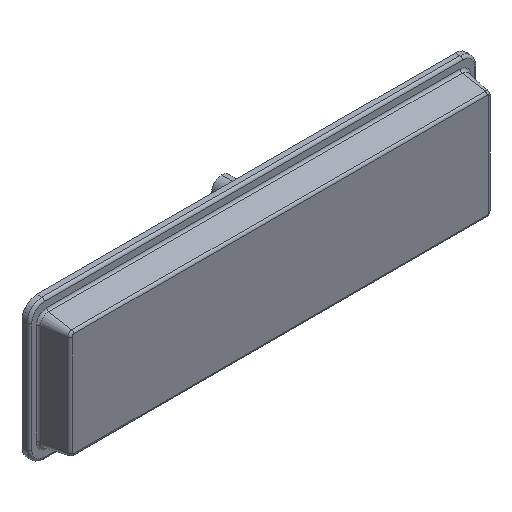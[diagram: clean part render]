
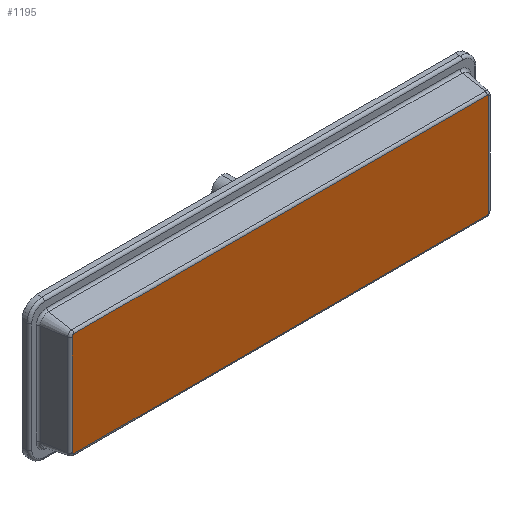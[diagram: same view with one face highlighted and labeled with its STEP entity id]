
A CAD part, isometric view. The second image highlights one B-rep face of the part: STEP entity #1195.
In plain terms, the highlighted planar face has unit normal (0, -1, 0).
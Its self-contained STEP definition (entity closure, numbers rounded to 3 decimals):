
#10 = CIRCLE ( 'NONE', #489, 1.443 ) ;
#24 = CARTESIAN_POINT ( 'NONE',  ( -168.443, -22., -40.5 ) ) ;
#53 = CARTESIAN_POINT ( 'NONE',  ( -168.443, -22., -40.5 ) ) ;
#198 = DIRECTION ( 'NONE',  ( 0., 0., 1. ) ) ;
#251 = EDGE_CURVE ( 'NONE', #1667, #1685, #974, .T. ) ;
#254 = DIRECTION ( 'NONE',  ( 0., 0., -1. ) ) ;
#283 = CARTESIAN_POINT ( 'NONE',  ( 167., -22., 40.5 ) ) ;
#331 = EDGE_CURVE ( 'NONE', #963, #1906, #2165, .T. ) ;
#338 = CARTESIAN_POINT ( 'NONE',  ( -167., -22., 41.943 ) ) ;
#458 = DIRECTION ( 'NONE',  ( 0., -1., 0. ) ) ;
#467 = DIRECTION ( 'NONE',  ( 0., -1., 0. ) ) ;
#475 = CIRCLE ( 'NONE', #523, 1.443 ) ;
#489 = AXIS2_PLACEMENT_3D ( 'NONE', #1963, #1150, #722 ) ;
#505 = DIRECTION ( 'NONE',  ( 0., -1., 0. ) ) ;
#523 = AXIS2_PLACEMENT_3D ( 'NONE', #1141, #467, #1155 ) ;
#536 = VECTOR ( 'NONE', #711, 1000. ) ;
#662 = AXIS2_PLACEMENT_3D ( 'NONE', #1723, #458, #254 ) ;
#666 = ORIENTED_EDGE ( 'NONE', *, *, #1503, .T. ) ;
#711 = DIRECTION ( 'NONE',  ( 0., 0., -1. ) ) ;
#715 = DIRECTION ( 'NONE',  ( 0., -1., 0. ) ) ;
#722 = DIRECTION ( 'NONE',  ( 0., 0., -1. ) ) ;
#731 = CARTESIAN_POINT ( 'NONE',  ( -167., -22., 40.5 ) ) ;
#794 = ORIENTED_EDGE ( 'NONE', *, *, #2247, .T. ) ;
#850 = AXIS2_PLACEMENT_3D ( 'NONE', #731, #715, #1143 ) ;
#868 = EDGE_CURVE ( 'NONE', #1906, #2471, #475, .T. ) ;
#910 = VERTEX_POINT ( 'NONE', #53 ) ;
#937 = ORIENTED_EDGE ( 'NONE', *, *, #2038, .T. ) ;
#947 = ORIENTED_EDGE ( 'NONE', *, *, #1977, .T. ) ;
#963 = VERTEX_POINT ( 'NONE', #977 ) ;
#974 = LINE ( 'NONE', #1908, #1612 ) ;
#977 = CARTESIAN_POINT ( 'NONE',  ( 168.443, -22., -40.5 ) ) ;
#986 = CIRCLE ( 'NONE', #850, 1.443 ) ;
#1013 = EDGE_LOOP ( 'NONE', ( #794, #937, #2163, #947, #1618, #666, #1256, #2186 ) ) ;
#1021 = VECTOR ( 'NONE', #198, 1000. ) ;
#1140 = CARTESIAN_POINT ( 'NONE',  ( -168.443, -22., 40.5 ) ) ;
#1141 = CARTESIAN_POINT ( 'NONE',  ( 167., -22., 40.5 ) ) ;
#1143 = DIRECTION ( 'NONE',  ( 0., 0., -1. ) ) ;
#1150 = DIRECTION ( 'NONE',  ( 0., -1., 0. ) ) ;
#1155 = DIRECTION ( 'NONE',  ( 0., 0., -1. ) ) ;
#1170 = DIRECTION ( 'NONE',  ( 0., 0., -1. ) ) ;
#1195 = ADVANCED_FACE ( 'NONE', ( #2251 ), #2679, .T. ) ;
#1256 = ORIENTED_EDGE ( 'NONE', *, *, #331, .T. ) ;
#1301 = CARTESIAN_POINT ( 'NONE',  ( 168.443, -22., 40.5 ) ) ;
#1333 = CARTESIAN_POINT ( 'NONE',  ( 168.443, -22., 40.5 ) ) ;
#1390 = CARTESIAN_POINT ( 'NONE',  ( 167., -22., 41.943 ) ) ;
#1477 = CARTESIAN_POINT ( 'NONE',  ( -167., -22., 41.943 ) ) ;
#1503 = EDGE_CURVE ( 'NONE', #1685, #963, #2397, .T. ) ;
#1554 = VERTEX_POINT ( 'NONE', #1477 ) ;
#1612 = VECTOR ( 'NONE', #1693, 1000. ) ;
#1618 = ORIENTED_EDGE ( 'NONE', *, *, #251, .T. ) ;
#1667 = VERTEX_POINT ( 'NONE', #1883 ) ;
#1685 = VERTEX_POINT ( 'NONE', #2091 ) ;
#1693 = DIRECTION ( 'NONE',  ( 1., 0., 0. ) ) ;
#1723 = CARTESIAN_POINT ( 'NONE',  ( 167., -22., -40.5 ) ) ;
#1869 = DIRECTION ( 'NONE',  ( -1., 0., 0. ) ) ;
#1883 = CARTESIAN_POINT ( 'NONE',  ( -167., -22., -41.943 ) ) ;
#1906 = VERTEX_POINT ( 'NONE', #1333 ) ;
#1908 = CARTESIAN_POINT ( 'NONE',  ( 167., -22., -41.943 ) ) ;
#1963 = CARTESIAN_POINT ( 'NONE',  ( -167., -22., -40.5 ) ) ;
#1977 = EDGE_CURVE ( 'NONE', #910, #1667, #10, .T. ) ;
#2038 = EDGE_CURVE ( 'NONE', #1554, #2522, #986, .T. ) ;
#2091 = CARTESIAN_POINT ( 'NONE',  ( 167., -22., -41.943 ) ) ;
#2124 = AXIS2_PLACEMENT_3D ( 'NONE', #283, #505, #1170 ) ;
#2163 = ORIENTED_EDGE ( 'NONE', *, *, #2430, .T. ) ;
#2165 = LINE ( 'NONE', #1301, #1021 ) ;
#2186 = ORIENTED_EDGE ( 'NONE', *, *, #868, .T. ) ;
#2247 = EDGE_CURVE ( 'NONE', #2471, #1554, #2299, .T. ) ;
#2251 = FACE_OUTER_BOUND ( 'NONE', #1013, .T. ) ;
#2299 = LINE ( 'NONE', #338, #2573 ) ;
#2397 = CIRCLE ( 'NONE', #662, 1.443 ) ;
#2430 = EDGE_CURVE ( 'NONE', #2522, #910, #2654, .T. ) ;
#2471 = VERTEX_POINT ( 'NONE', #1390 ) ;
#2522 = VERTEX_POINT ( 'NONE', #1140 ) ;
#2573 = VECTOR ( 'NONE', #1869, 1000. ) ;
#2654 = LINE ( 'NONE', #24, #536 ) ;
#2679 = PLANE ( 'NONE',  #2124 ) ;
